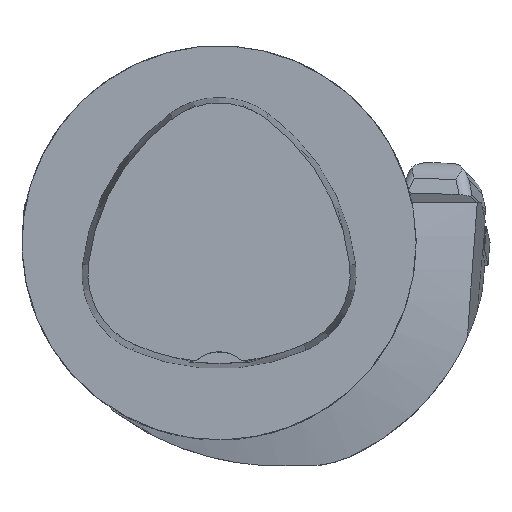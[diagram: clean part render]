
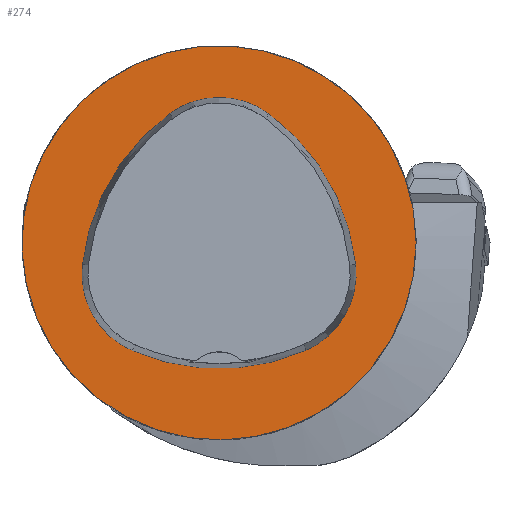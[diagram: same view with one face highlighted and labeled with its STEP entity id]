
A CAD part, top view. The second image highlights one B-rep face of the part: STEP entity #274.
In plain terms, the highlighted planar face has unit normal (0, 0, 1).
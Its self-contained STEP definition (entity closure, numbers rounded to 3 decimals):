
#274=ADVANCED_FACE('',(#668,#669),#346,.T.);
#346=PLANE('',#1831);
#668=FACE_BOUND('',#716,.T.);
#669=FACE_BOUND('',#717,.T.);
#716=EDGE_LOOP('',(#973,#974,#975,#976,#977,#978));
#717=EDGE_LOOP('',(#979));
#973=ORIENTED_EDGE('',*,*,#1523,.F.);
#974=ORIENTED_EDGE('',*,*,#1518,.F.);
#975=ORIENTED_EDGE('',*,*,#1513,.F.);
#976=ORIENTED_EDGE('',*,*,#1510,.F.);
#977=ORIENTED_EDGE('',*,*,#1507,.F.);
#978=ORIENTED_EDGE('',*,*,#1503,.F.);
#979=ORIENTED_EDGE('',*,*,#1481,.T.);
#1308=VERTEX_POINT('',#2663);
#1326=VERTEX_POINT('',#2760);
#1327=VERTEX_POINT('',#2761);
#1330=VERTEX_POINT('',#2769);
#1332=VERTEX_POINT('',#2775);
#1334=VERTEX_POINT('',#2781);
#1338=VERTEX_POINT('',#2794);
#1481=EDGE_CURVE('',#1308,#1308,#1636,.T.);
#1503=EDGE_CURVE('',#1326,#1327,#1640,.T.);
#1507=EDGE_CURVE('',#1327,#1330,#1642,.T.);
#1510=EDGE_CURVE('',#1330,#1332,#1644,.T.);
#1513=EDGE_CURVE('',#1332,#1334,#1646,.T.);
#1518=EDGE_CURVE('',#1334,#1338,#1649,.T.);
#1523=EDGE_CURVE('',#1338,#1326,#1652,.T.);
#1636=CIRCLE('',#1796,40.);
#1640=CIRCLE('',#1809,44.);
#1642=CIRCLE('',#1812,17.);
#1644=CIRCLE('',#1815,44.);
#1646=CIRCLE('',#1818,17.);
#1649=CIRCLE('',#1822,44.);
#1652=CIRCLE('',#1826,17.);
#1796=AXIS2_PLACEMENT_3D('',#2662,#2079,#2080);
#1809=AXIS2_PLACEMENT_3D('',#2759,#2109,#2110);
#1812=AXIS2_PLACEMENT_3D('',#2768,#2117,#2118);
#1815=AXIS2_PLACEMENT_3D('',#2774,#2124,#2125);
#1818=AXIS2_PLACEMENT_3D('',#2780,#2131,#2132);
#1822=AXIS2_PLACEMENT_3D('',#2793,#2140,#2141);
#1826=AXIS2_PLACEMENT_3D('',#2806,#2149,#2150);
#1831=AXIS2_PLACEMENT_3D('',#2811,#2159,#2160);
#2079=DIRECTION('',(0.,0.,1.));
#2080=DIRECTION('',(1.,0.,0.));
#2109=DIRECTION('',(0.,0.,1.));
#2110=DIRECTION('',(1.,0.,0.));
#2117=DIRECTION('',(0.,0.,1.));
#2118=DIRECTION('',(1.,0.,0.));
#2124=DIRECTION('',(0.,0.,1.));
#2125=DIRECTION('',(1.,0.,0.));
#2131=DIRECTION('',(0.,0.,1.));
#2132=DIRECTION('',(1.,0.,0.));
#2140=DIRECTION('',(0.,0.,1.));
#2141=DIRECTION('',(1.,0.,0.));
#2149=DIRECTION('',(0.,0.,1.));
#2150=DIRECTION('',(1.,0.,0.));
#2159=DIRECTION('',(0.,0.,1.));
#2160=DIRECTION('',(-1.,0.,0.));
#2662=CARTESIAN_POINT('',(0.,0.,0.));
#2663=CARTESIAN_POINT('',(40.,0.,0.));
#2759=CARTESIAN_POINT('',(-16.01,-9.224,0.));
#2760=CARTESIAN_POINT('',(27.722,-4.378,0.));
#2761=CARTESIAN_POINT('',(10.119,26.178,0.));
#2768=CARTESIAN_POINT('',(0.023,12.5,0.));
#2769=CARTESIAN_POINT('',(-10.049,26.194,0.));
#2774=CARTESIAN_POINT('',(16.021,-9.25,0.));
#2775=CARTESIAN_POINT('',(-27.71,-4.394,0.));
#2780=CARTESIAN_POINT('',(-10.814,-6.27,0.));
#2781=CARTESIAN_POINT('',(-17.611,-21.852,0.));
#2793=CARTESIAN_POINT('',(-0.017,18.477,0.));
#2794=CARTESIAN_POINT('',(17.652,-21.819,0.));
#2806=CARTESIAN_POINT('',(10.825,-6.25,0.));
#2811=CARTESIAN_POINT('',(0.,0.,0.));
